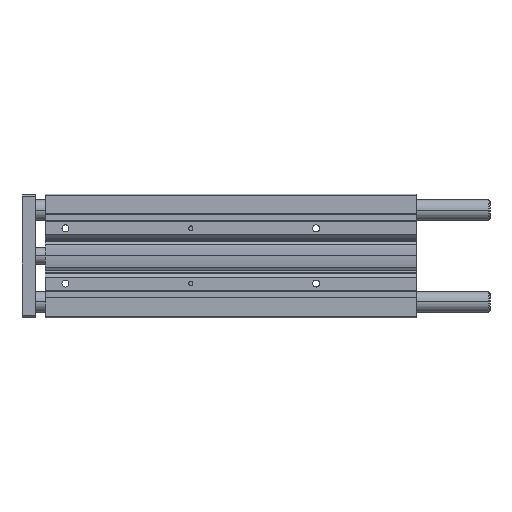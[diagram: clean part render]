
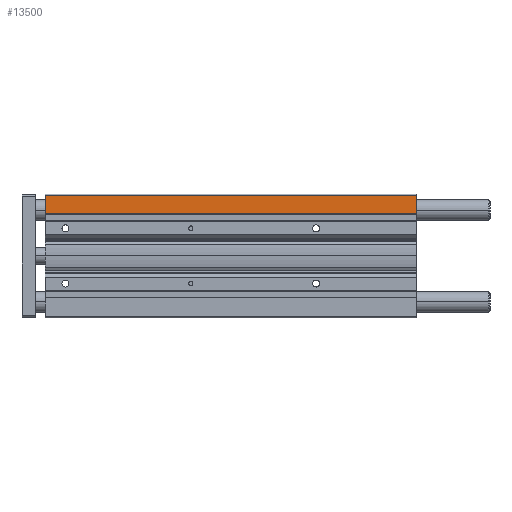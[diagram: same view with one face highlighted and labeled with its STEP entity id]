
A CAD part, top view. The second image highlights one B-rep face of the part: STEP entity #13500.
In plain terms, the highlighted planar face has unit normal (0, 0, 1).
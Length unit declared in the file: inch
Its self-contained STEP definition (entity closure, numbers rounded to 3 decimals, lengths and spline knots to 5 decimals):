
#203 = EDGE_CURVE ( 'NONE', #8113, #5471, #3929, .T. ) ;
#627 = LINE ( 'NONE', #8550, #11323 ) ;
#2022 = EDGE_LOOP ( 'NONE', ( #7496, #5631, #9166, #12719 ) ) ;
#2247 = DIRECTION ( 'NONE',  ( -1., 0., 0. ) ) ;
#2312 = VERTEX_POINT ( 'NONE', #9151 ) ;
#3103 = FACE_OUTER_BOUND ( 'NONE', #2022, .T. ) ;
#3121 = CARTESIAN_POINT ( 'NONE',  ( 17.48031, 2.83465, 1.25984 ) ) ;
#3754 = EDGE_CURVE ( 'NONE', #5701, #2312, #13313, .T. ) ;
#3929 = LINE ( 'NONE', #12994, #7399 ) ;
#4287 = DIRECTION ( 'NONE',  ( 0., -1., 0. ) ) ;
#4623 = CARTESIAN_POINT ( 'NONE',  ( 17.48031, 2.83465, 1.25984 ) ) ;
#4740 = VECTOR ( 'NONE', #4287, 39.37008 ) ;
#5249 = DIRECTION ( 'NONE',  ( 0., -1., 0. ) ) ;
#5471 = VERTEX_POINT ( 'NONE', #11882 ) ;
#5631 = ORIENTED_EDGE ( 'NONE', *, *, #203, .F. ) ;
#5701 = VERTEX_POINT ( 'NONE', #4623 ) ;
#6479 = DIRECTION ( 'NONE',  ( 0., -1., 0. ) ) ;
#6657 = CARTESIAN_POINT ( 'NONE',  ( 17.48031, 2.83465, 1.25984 ) ) ;
#7155 = DIRECTION ( 'NONE',  ( -1., 0., 0. ) ) ;
#7399 = VECTOR ( 'NONE', #7155, 39.37008 ) ;
#7496 = ORIENTED_EDGE ( 'NONE', *, *, #12383, .T. ) ;
#7684 = CARTESIAN_POINT ( 'NONE',  ( 17.48031, 1.97835, 1.25984 ) ) ;
#8113 = VERTEX_POINT ( 'NONE', #7684 ) ;
#8550 = CARTESIAN_POINT ( 'NONE',  ( 0., 2.83465, 1.25984 ) ) ;
#8834 = LINE ( 'NONE', #3121, #4740 ) ;
#9151 = CARTESIAN_POINT ( 'NONE',  ( 0., 2.83465, 1.25984 ) ) ;
#9166 = ORIENTED_EDGE ( 'NONE', *, *, #12554, .F. ) ;
#9715 = DIRECTION ( 'NONE',  ( 0., 0., -1. ) ) ;
#10593 = VECTOR ( 'NONE', #2247, 39.37008 ) ;
#11323 = VECTOR ( 'NONE', #5249, 39.37008 ) ;
#11882 = CARTESIAN_POINT ( 'NONE',  ( 0., 1.97835, 1.25984 ) ) ;
#12383 = EDGE_CURVE ( 'NONE', #2312, #5471, #627, .T. ) ;
#12554 = EDGE_CURVE ( 'NONE', #5701, #8113, #8834, .T. ) ;
#12719 = ORIENTED_EDGE ( 'NONE', *, *, #3754, .T. ) ;
#12994 = CARTESIAN_POINT ( 'NONE',  ( 17.48031, 1.97835, 1.25984 ) ) ;
#13264 = CARTESIAN_POINT ( 'NONE',  ( 17.48031, 2.83465, 1.25984 ) ) ;
#13313 = LINE ( 'NONE', #6657, #10593 ) ;
#13500 = ADVANCED_FACE ( 'NONE', ( #3103 ), #14431, .F. ) ;
#14414 = AXIS2_PLACEMENT_3D ( 'NONE', #13264, #9715, #6479 ) ;
#14431 = PLANE ( 'NONE',  #14414 ) ;
